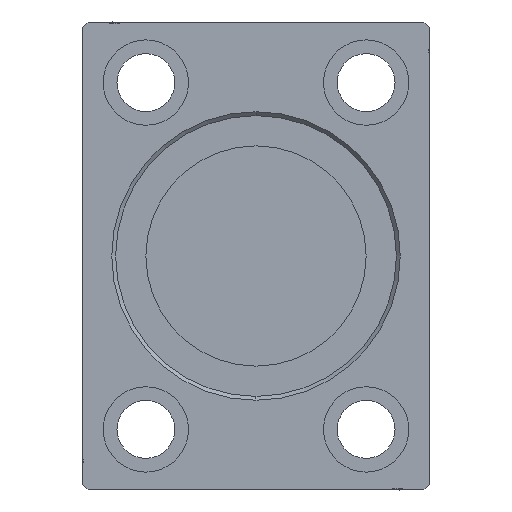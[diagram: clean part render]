
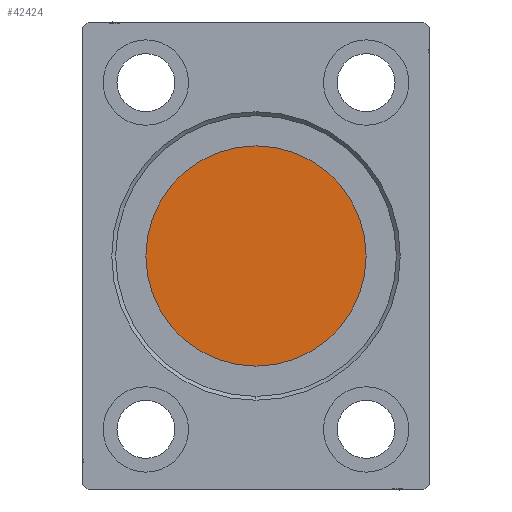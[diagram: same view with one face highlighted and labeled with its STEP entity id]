
A CAD part, left-side view. The second image highlights one B-rep face of the part: STEP entity #42424.
In plain terms, the highlighted planar face has unit normal (-1, 0, 0).
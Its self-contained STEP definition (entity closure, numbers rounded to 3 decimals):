
#457 = DIRECTION ( 'NONE',  ( -1., 0., 0. ) ) ;
#6902 = DIRECTION ( 'NONE',  ( 0., 0., 1. ) ) ;
#10320 = CARTESIAN_POINT ( 'NONE',  ( 305.7, 0., 0. ) ) ;
#10443 = CARTESIAN_POINT ( 'NONE',  ( 305.7, 0., -20. ) ) ;
#14242 = AXIS2_PLACEMENT_3D ( 'NONE', #29297, #35748, #35954 ) ;
#14351 = VERTEX_POINT ( 'NONE', #10443 ) ;
#14630 = ORIENTED_EDGE ( 'NONE', *, *, #38722, .T. ) ;
#14831 = CIRCLE ( 'NONE', #38879, 20. ) ;
#17126 = EDGE_CURVE ( 'NONE', #40228, #14351, #35400, .T. ) ;
#22217 = CARTESIAN_POINT ( 'NONE',  ( 305.7, 0., 0. ) ) ;
#23588 = ORIENTED_EDGE ( 'NONE', *, *, #17126, .T. ) ;
#25241 = DIRECTION ( 'NONE',  ( 0., 0., 1. ) ) ;
#26322 = EDGE_LOOP ( 'NONE', ( #23588, #14630 ) ) ;
#26487 = AXIS2_PLACEMENT_3D ( 'NONE', #10320, #457, #6902 ) ;
#29297 = CARTESIAN_POINT ( 'NONE',  ( 305.7, 0., 0. ) ) ;
#32943 = FACE_OUTER_BOUND ( 'NONE', #26322, .T. ) ;
#35400 = CIRCLE ( 'NONE', #26487, 20. ) ;
#35748 = DIRECTION ( 'NONE',  ( -1., 0., 0. ) ) ;
#35954 = DIRECTION ( 'NONE',  ( 0., 0., 1. ) ) ;
#36372 = PLANE ( 'NONE',  #14242 ) ;
#38722 = EDGE_CURVE ( 'NONE', #14351, #40228, #14831, .T. ) ;
#38879 = AXIS2_PLACEMENT_3D ( 'NONE', #22217, #41988, #25241 ) ;
#39467 = CARTESIAN_POINT ( 'NONE',  ( 305.7, 0., 20. ) ) ;
#40228 = VERTEX_POINT ( 'NONE', #39467 ) ;
#41988 = DIRECTION ( 'NONE',  ( -1., 0., 0. ) ) ;
#42424 = ADVANCED_FACE ( 'NONE', ( #32943 ), #36372, .T. ) ;
